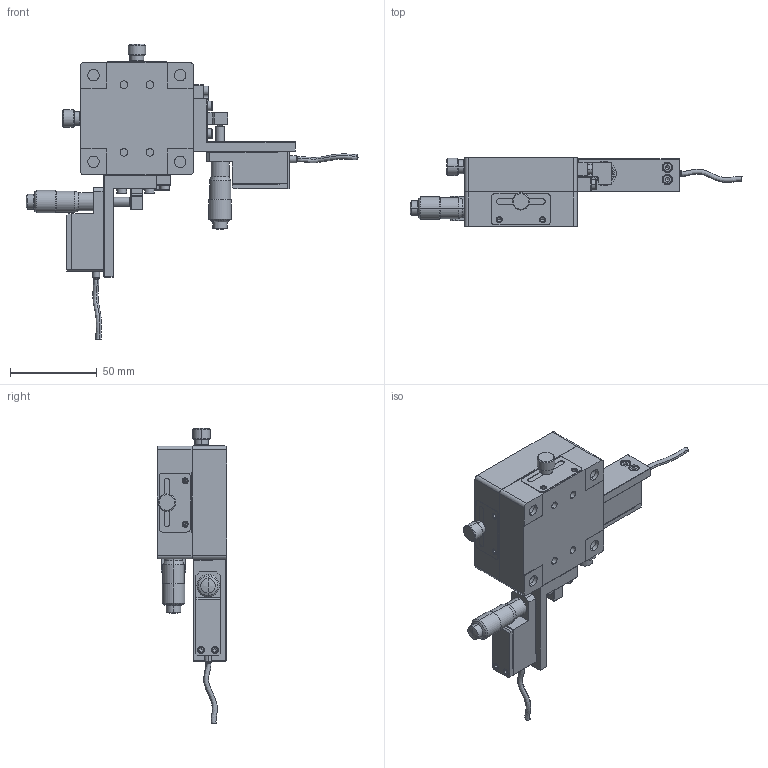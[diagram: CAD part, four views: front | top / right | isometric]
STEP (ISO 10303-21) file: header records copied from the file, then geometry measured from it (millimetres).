
FILE_DESCRIPTION (( 'STEP AP203' ), '1' );
FILE_NAME ('P84.XY100粽峚葩磁怢.STEP', '2021-04-28T01:11:58', ( '' ), ( '' ), 'SwSTEP 2.0', 'SolidWorks 2016', '' );
FILE_SCHEMA (( 'CONFIG_CONTROL_DESIGN' ));
Length unit declared in the file: millimetre
Products named in the file (1): P84.XY100粽峚葩磁怢
Bounding box: 191.58 x 40 x 170.38 mm (x, y, z)
Volume: 207088.6 mm3; surface area: 65537.8 mm2
Topology: 32 solids, 32 shells, 1276 faces, 2824 edges, 1716 vertices
Faces by surface type: plane 666, cylinder 418, cone 144, torus 36, sphere 8, bspline 4
Entity records: 35461 total; most frequent: CARTESIAN_POINT 6729, DIRECTION 6332, ORIENTED_EDGE 5532, EDGE_CURVE 2766, AXIS2_PLACEMENT_3D 2365, VERTEX_POINT 1710, VECTOR 1602, LINE 1602
